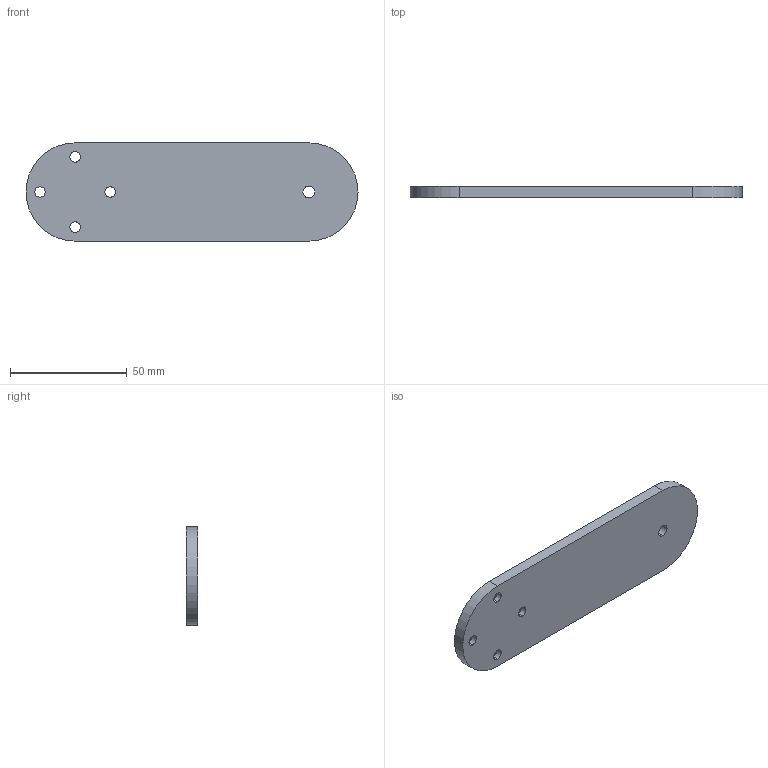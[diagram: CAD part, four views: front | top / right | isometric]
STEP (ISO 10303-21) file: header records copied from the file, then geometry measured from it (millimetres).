
FILE_DESCRIPTION (( 'STEP AP203' ), '1' );
FILE_NAME ('EDF-BUG-USI-039A-DEPORT SCANNER.STEP', '2024-12-13T09:57:45', ( '' ), ( '' ), 'SwSTEP 2.0', 'SolidWorks 2016', '' );
FILE_SCHEMA (( 'CONFIG_CONTROL_DESIGN' ));
Length unit declared in the file: millimetre
Products named in the file (1): EDF-BUG-USI-039A-DEPORT SCANNER
Bounding box: 142 x 5 x 42 mm (x, y, z)
Volume: 27275.5 mm3; surface area: 12975.5 mm2
Topology: 1 solids, 1 shells, 24 faces, 58 edges, 36 vertices
Faces by surface type: cylinder 12, cone 8, plane 4
Entity records: 807 total; most frequent: DIRECTION 140, CARTESIAN_POINT 119, ORIENTED_EDGE 116, EDGE_CURVE 58, AXIS2_PLACEMENT_3D 57, VERTEX_POINT 36, EDGE_LOOP 34, CIRCLE 32
